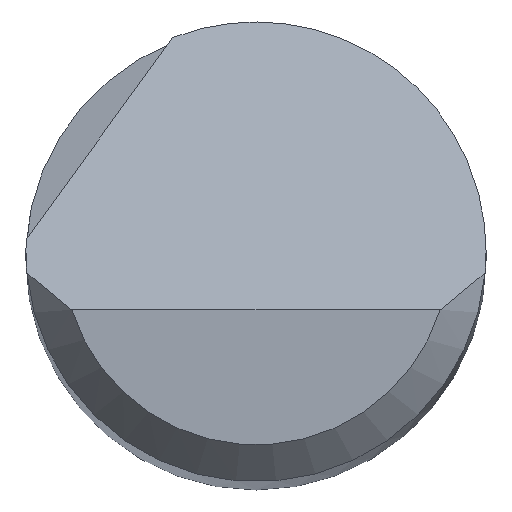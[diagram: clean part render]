
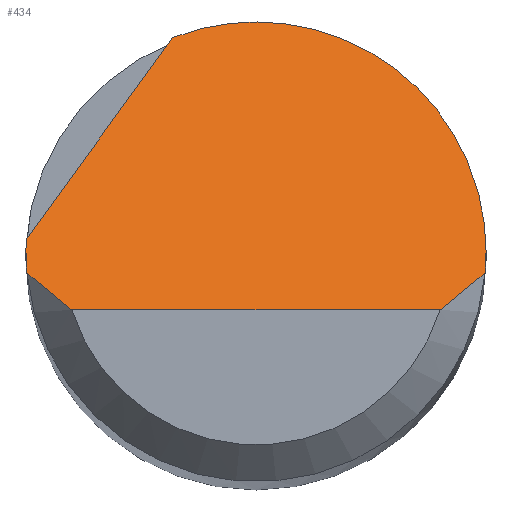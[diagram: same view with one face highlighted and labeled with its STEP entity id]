
A CAD part, top view. The second image highlights one B-rep face of the part: STEP entity #434.
In plain terms, the highlighted planar face has unit normal (0, 0.707, 0.707).
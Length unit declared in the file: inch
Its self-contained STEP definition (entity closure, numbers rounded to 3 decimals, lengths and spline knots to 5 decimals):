
#8 =( BOUNDED_CURVE ( )  B_SPLINE_CURVE ( 3, ( #239, #241, #127, #289 ),
 .UNSPECIFIED., .F., .F. ) 
 B_SPLINE_CURVE_WITH_KNOTS ( ( 4, 4 ),
 ( 1.5708, 1.66427 ),
 .UNSPECIFIED. ) 
 CURVE ( )  GEOMETRIC_REPRESENTATION_ITEM ( )  RATIONAL_B_SPLINE_CURVE ( ( 1., 0.999, 0.999, 1. ) ) 
 REPRESENTATION_ITEM ( '' )  );
#19 = CARTESIAN_POINT ( 'NONE',  ( -0.09371, 0.00333, 1.97292 ) ) ;
#33 = CARTESIAN_POINT ( 'NONE',  ( 0.07508, -0.02375, 2. ) ) ;
#60 = CARTESIAN_POINT ( 'NONE',  ( 0.09375, 0., 1.97625 ) ) ;
#61 = DIRECTION ( 'NONE',  ( -0.456, -0.629, 0.629 ) ) ;
#63 = EDGE_CURVE ( 'NONE', #290, #318, #437, .T. ) ;
#65 = ORIENTED_EDGE ( 'NONE', *, *, #350, .F. ) ;
#67 = VERTEX_POINT ( 'NONE', #321 ) ;
#69 = EDGE_CURVE ( 'NONE', #348, #67, #8, .T. ) ;
#71 = VERTEX_POINT ( 'NONE', #411 ) ;
#81 = EDGE_CURVE ( 'NONE', #144, #135, #132, .T. ) ;
#90 = DIRECTION ( 'NONE',  ( 0., 0.707, -0.707 ) ) ;
#91 = CARTESIAN_POINT ( 'NONE',  ( -0.09361, -0.00584, 1.98209 ) ) ;
#93 = DIRECTION ( 'NONE',  ( 0., -0.707, -0.707 ) ) ;
#94 = CARTESIAN_POINT ( 'NONE',  ( -0.08157, -0.019, 1.99525 ) ) ;
#98 =( BOUNDED_CURVE ( )  B_SPLINE_CURVE ( 3, ( #191, #155, #19, #402 ),
 .UNSPECIFIED., .F., .F. ) 
 B_SPLINE_CURVE_WITH_KNOTS ( ( 4, 4 ),
 ( 4.71239, 4.76575 ),
 .UNSPECIFIED. ) 
 CURVE ( )  GEOMETRIC_REPRESENTATION_ITEM ( )  RATIONAL_B_SPLINE_CURVE ( ( 1., 1., 1., 1. ) ) 
 REPRESENTATION_ITEM ( '' )  );
#103 = CARTESIAN_POINT ( 'NONE',  ( -0.07508, -0.02375, 2. ) ) ;
#105 = ORIENTED_EDGE ( 'NONE', *, *, #133, .T. ) ;
#107 = CARTESIAN_POINT ( 'NONE',  ( 0.08761, -0.01397, 1.99022 ) ) ;
#115 = CARTESIAN_POINT ( 'NONE',  ( -0.09334, -0.00875, 1.985 ) ) ;
#127 = CARTESIAN_POINT ( 'NONE',  ( 0.09361, -0.00584, 1.98209 ) ) ;
#132 = LINE ( 'NONE', #378, #197 ) ;
#133 = EDGE_CURVE ( 'NONE', #290, #71, #417, .T. ) ;
#135 = VERTEX_POINT ( 'NONE', #441 ) ;
#138 = EDGE_CURVE ( 'NONE', #388, #67, #250, .T. ) ;
#139 = ORIENTED_EDGE ( 'NONE', *, *, #69, .F. ) ;
#144 = VERTEX_POINT ( 'NONE', #357 ) ;
#151 = AXIS2_PLACEMENT_3D ( 'NONE', #201, #93, #90 ) ;
#155 = CARTESIAN_POINT ( 'NONE',  ( -0.09375, 0.00167, 1.97458 ) ) ;
#157 = VECTOR ( 'NONE', #305, 39.37008 ) ;
#172 = CARTESIAN_POINT ( 'NONE',  ( 0.09375, 0.07266, 1.90359 ) ) ;
#173 = ORIENTED_EDGE ( 'NONE', *, *, #138, .T. ) ;
#174 = CARTESIAN_POINT ( 'NONE',  ( -0.08761, -0.01397, 1.99022 ) ) ;
#177 = EDGE_CURVE ( 'NONE', #144, #348, #320, .T. ) ;
#183 = ORIENTED_EDGE ( 'NONE', *, *, #81, .T. ) ;
#191 = CARTESIAN_POINT ( 'NONE',  ( -0.09375, 0., 1.97625 ) ) ;
#197 = VECTOR ( 'NONE', #61, 39.37008 ) ;
#199 = CARTESIAN_POINT ( 'NONE',  ( 0., -0.02375, 2. ) ) ;
#201 = CARTESIAN_POINT ( 'NONE',  ( -0.09375, -0.02375, 2. ) ) ;
#215 = CARTESIAN_POINT ( 'NONE',  ( -0.09334, -0.00875, 1.985 ) ) ;
#224 = ORIENTED_EDGE ( 'NONE', *, *, #367, .T. ) ;
#239 = CARTESIAN_POINT ( 'NONE',  ( 0.09375, 0., 1.97625 ) ) ;
#241 = CARTESIAN_POINT ( 'NONE',  ( 0.09375, -0.00292, 1.97917 ) ) ;
#248 = CARTESIAN_POINT ( 'NONE',  ( -0.09375, 0., 1.97625 ) ) ;
#250 = B_SPLINE_CURVE_WITH_KNOTS ( 'NONE', 3,
 ( #33, #310, #107, #439 ),
 .UNSPECIFIED., .F., .F.,
 ( 4, 4 ),
 ( 0., 0.00071 ),
 .UNSPECIFIED. ) ;
#257 = CARTESIAN_POINT ( 'NONE',  ( -0.09375, 0., 1.97625 ) ) ;
#278 = FACE_OUTER_BOUND ( 'NONE', #292, .T. ) ;
#287 = ORIENTED_EDGE ( 'NONE', *, *, #177, .F. ) ;
#289 = CARTESIAN_POINT ( 'NONE',  ( 0.09334, -0.00875, 1.985 ) ) ;
#290 = VERTEX_POINT ( 'NONE', #115 ) ;
#292 = EDGE_LOOP ( 'NONE', ( #224, #173, #139, #287, #183, #65, #327, #105 ) ) ;
#305 = DIRECTION ( 'NONE',  ( 1., 0., 0. ) ) ;
#308 = CARTESIAN_POINT ( 'NONE',  ( 0.03379, 0.11369, 1.86256 ) ) ;
#310 = CARTESIAN_POINT ( 'NONE',  ( 0.08157, -0.019, 1.99525 ) ) ;
#311 = PLANE ( 'NONE',  #151 ) ;
#318 = VERTEX_POINT ( 'NONE', #257 ) ;
#320 =( BOUNDED_CURVE ( )  B_SPLINE_CURVE ( 3, ( #353, #308, #172, #436 ),
 .UNSPECIFIED., .F., .T. ) 
 B_SPLINE_CURVE_WITH_KNOTS ( ( 4, 4 ),
 ( 5.91277, 7.85398 ),
 .UNSPECIFIED. ) 
 CURVE ( )  GEOMETRIC_REPRESENTATION_ITEM ( )  RATIONAL_B_SPLINE_CURVE ( ( 1., 0.71, 0.71, 1. ) ) 
 REPRESENTATION_ITEM ( '' )  );
#321 = CARTESIAN_POINT ( 'NONE',  ( 0.09334, -0.00875, 1.985 ) ) ;
#327 = ORIENTED_EDGE ( 'NONE', *, *, #63, .F. ) ;
#348 = VERTEX_POINT ( 'NONE', #60 ) ;
#350 = EDGE_CURVE ( 'NONE', #318, #135, #98, .T. ) ;
#353 = CARTESIAN_POINT ( 'NONE',  ( -0.03394, 0.08739, 1.88886 ) ) ;
#357 = CARTESIAN_POINT ( 'NONE',  ( -0.03394, 0.08739, 1.88886 ) ) ;
#367 = EDGE_CURVE ( 'NONE', #71, #388, #408, .T. ) ;
#373 = CARTESIAN_POINT ( 'NONE',  ( 0.07508, -0.02375, 2. ) ) ;
#378 = CARTESIAN_POINT ( 'NONE',  ( -0.11014, -0.01781, 1.99406 ) ) ;
#388 = VERTEX_POINT ( 'NONE', #373 ) ;
#402 = CARTESIAN_POINT ( 'NONE',  ( -0.09362, 0.005, 1.97125 ) ) ;
#404 = CARTESIAN_POINT ( 'NONE',  ( -0.09375, -0.00292, 1.97917 ) ) ;
#408 = LINE ( 'NONE', #199, #157 ) ;
#411 = CARTESIAN_POINT ( 'NONE',  ( -0.07508, -0.02375, 2. ) ) ;
#417 = B_SPLINE_CURVE_WITH_KNOTS ( 'NONE', 3,
 ( #215, #174, #94, #103 ),
 .UNSPECIFIED., .F., .F.,
 ( 4, 4 ),
 ( 0., 0.00071 ),
 .UNSPECIFIED. ) ;
#434 = ADVANCED_FACE ( 'NONE', ( #278 ), #311, .F. ) ;
#436 = CARTESIAN_POINT ( 'NONE',  ( 0.09375, 0., 1.97625 ) ) ;
#437 =( BOUNDED_CURVE ( )  B_SPLINE_CURVE ( 3, ( #446, #91, #404, #248 ),
 .UNSPECIFIED., .F., .T. ) 
 B_SPLINE_CURVE_WITH_KNOTS ( ( 4, 4 ),
 ( 4.61892, 4.71239 ),
 .UNSPECIFIED. ) 
 CURVE ( )  GEOMETRIC_REPRESENTATION_ITEM ( )  RATIONAL_B_SPLINE_CURVE ( ( 1., 0.999, 0.999, 1. ) ) 
 REPRESENTATION_ITEM ( '' )  );
#439 = CARTESIAN_POINT ( 'NONE',  ( 0.09334, -0.00875, 1.985 ) ) ;
#441 = CARTESIAN_POINT ( 'NONE',  ( -0.09362, 0.005, 1.97125 ) ) ;
#446 = CARTESIAN_POINT ( 'NONE',  ( -0.09334, -0.00875, 1.985 ) ) ;
